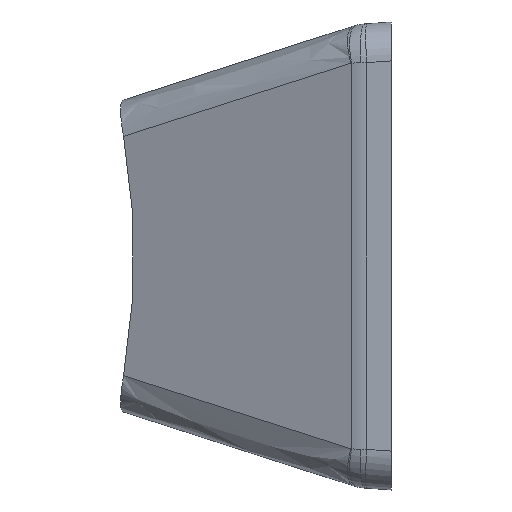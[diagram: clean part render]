
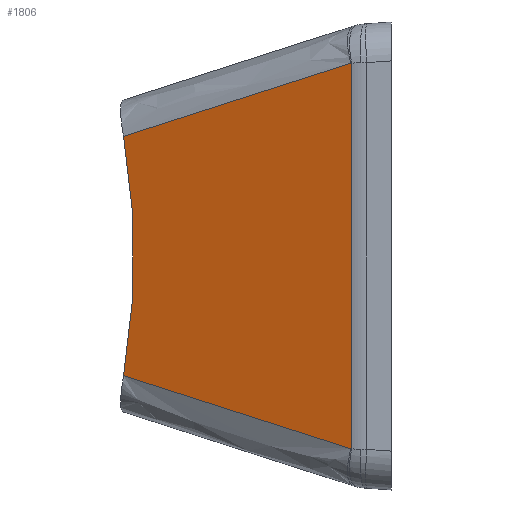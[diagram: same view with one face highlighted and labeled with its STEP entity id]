
A CAD part, left-side view. The second image highlights one B-rep face of the part: STEP entity #1806.
In plain terms, the highlighted planar face has unit normal (-0.934, 0.358, 0).
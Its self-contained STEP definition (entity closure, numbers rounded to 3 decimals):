
#43=B_SPLINE_CURVE_WITH_KNOTS('',3,(#3036,#3037,#3038,#3039),
 .UNSPECIFIED.,.F.,.F.,(4,4),(-0.991,-0.013),
 .UNSPECIFIED.);
#45=B_SPLINE_CURVE_WITH_KNOTS('',3,(#3091,#3092,#3093,#3094),
 .UNSPECIFIED.,.F.,.F.,(4,4),(0.013,0.991),
 .UNSPECIFIED.);
#169=FACE_OUTER_BOUND('',#275,.T.);
#275=EDGE_LOOP('',(#1287,#1288,#1289,#1290,#1291,#1292));
#365=ELLIPSE('',#1934,0.535,0.5);
#368=ELLIPSE('',#1946,0.535,0.5);
#369=ELLIPSE('',#1955,25.366,25.);
#466=LINE('',#2928,#609);
#609=VECTOR('',#2228,10.);
#758=VERTEX_POINT('',#2766);
#760=VERTEX_POINT('',#2769);
#767=VERTEX_POINT('',#2845);
#769=VERTEX_POINT('',#2849);
#777=VERTEX_POINT('',#3035);
#778=VERTEX_POINT('',#3090);
#945=EDGE_CURVE('',#758,#760,#365,.T.);
#957=EDGE_CURVE('',#769,#767,#368,.T.);
#967=EDGE_CURVE('',#767,#758,#466,.T.);
#975=EDGE_CURVE('',#760,#777,#43,.T.);
#977=EDGE_CURVE('',#778,#769,#45,.T.);
#978=EDGE_CURVE('',#778,#777,#369,.T.);
#1287=ORIENTED_EDGE('',*,*,#945,.F.);
#1288=ORIENTED_EDGE('',*,*,#967,.F.);
#1289=ORIENTED_EDGE('',*,*,#957,.F.);
#1290=ORIENTED_EDGE('',*,*,#977,.F.);
#1291=ORIENTED_EDGE('',*,*,#978,.T.);
#1292=ORIENTED_EDGE('',*,*,#975,.F.);
#1735=PLANE('',#1954);
#1806=ADVANCED_FACE('',(#169),#1735,.T.);
#1934=AXIS2_PLACEMENT_3D('',#2770,#2187,#2188);
#1946=AXIS2_PLACEMENT_3D('',#2851,#2211,#2212);
#1954=AXIS2_PLACEMENT_3D('',#3089,#2230,#2231);
#1955=AXIS2_PLACEMENT_3D('',#3095,#2232,#2233);
#2187=DIRECTION('center_axis',(0.934,-0.358,0.));
#2188=DIRECTION('ref_axis',(0.358,0.934,-0.001));
#2211=DIRECTION('center_axis',(0.934,-0.358,0.));
#2212=DIRECTION('ref_axis',(0.358,0.934,0.001));
#2228=DIRECTION('',(0.,0.,-1.));
#2230=DIRECTION('center_axis',(-0.934,0.358,0.));
#2231=DIRECTION('ref_axis',(0.,0.,1.));
#2232=DIRECTION('center_axis',(0.934,-0.358,0.));
#2233=DIRECTION('ref_axis',(0.358,0.934,0.));
#2766=CARTESIAN_POINT('',(-8.806,1.526,-7.42));
#2769=CARTESIAN_POINT('',(-8.794,1.557,-7.411));
#2770=CARTESIAN_POINT('Origin',(-8.852,1.405,-6.934));
#2845=CARTESIAN_POINT('',(-8.806,1.526,7.42));
#2849=CARTESIAN_POINT('',(-8.794,1.557,7.411));
#2851=CARTESIAN_POINT('Origin',(-8.852,1.405,6.934));
#2928=CARTESIAN_POINT('',(-8.806,1.526,3.));
#3035=CARTESIAN_POINT('',(-5.437,10.303,-4.602));
#3036=CARTESIAN_POINT('Ctrl Pts',(-8.794,1.557,-7.411));
#3037=CARTESIAN_POINT('Ctrl Pts',(-7.674,4.474,-6.479));
#3038=CARTESIAN_POINT('Ctrl Pts',(-6.555,7.389,-5.544));
#3039=CARTESIAN_POINT('Ctrl Pts',(-5.437,10.303,-4.602));
#3089=CARTESIAN_POINT('Origin',(-5.326,10.59,6.));
#3090=CARTESIAN_POINT('',(-5.437,10.303,4.602));
#3091=CARTESIAN_POINT('Ctrl Pts',(-5.437,10.303,4.602));
#3092=CARTESIAN_POINT('Ctrl Pts',(-6.555,7.389,5.544));
#3093=CARTESIAN_POINT('Ctrl Pts',(-7.674,4.474,6.479));
#3094=CARTESIAN_POINT('Ctrl Pts',(-8.794,1.557,7.411));
#3095=CARTESIAN_POINT('Origin',(3.499,33.58,0.));
